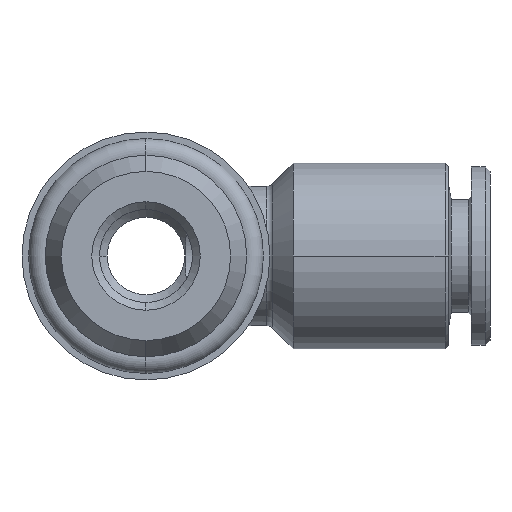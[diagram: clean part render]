
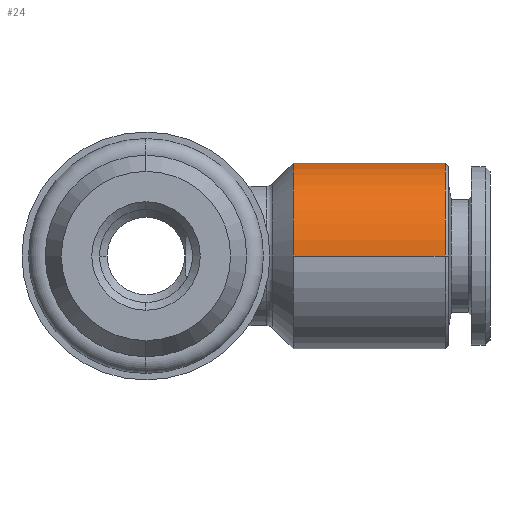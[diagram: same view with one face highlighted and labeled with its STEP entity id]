
A CAD part, front view. The second image highlights one B-rep face of the part: STEP entity #24.
In plain terms, the highlighted cylindrical face has radius 6 mm (diameter 12 mm), a partial arc.
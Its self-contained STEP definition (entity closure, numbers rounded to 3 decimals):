
#14 = VERTEX_POINT ( 'NONE', #1406 ) ;
#18 = ORIENTED_EDGE ( 'NONE', *, *, #23, .F. ) ;
#19 = ORIENTED_EDGE ( 'NONE', *, *, #4574, .F. ) ;
#21 = EDGE_CURVE ( 'NONE', #1281, #14, #1300, .T. ) ;
#22 = ORIENTED_EDGE ( 'NONE', *, *, #21, .F. ) ;
#23 = EDGE_CURVE ( 'NONE', #14, #4578, #1397, .T. ) ;
#24 = ADVANCED_FACE ( 'NONE', ( #1398 ), #1391, .T. ) ;
#25 = EDGE_LOOP ( 'NONE', ( #27, #26, #19, #18, #22 ) ) ;
#26 = ORIENTED_EDGE ( 'NONE', *, *, #28, .T. ) ;
#27 = ORIENTED_EDGE ( 'NONE', *, *, #1283, .T. ) ;
#28 = EDGE_CURVE ( 'NONE', #1356, #4582, #1330, .T. ) ;
#1152 = CARTESIAN_POINT ( 'NONE',  ( 9.5, 0., 6. ) ) ;
#1158 = DIRECTION ( 'NONE',  ( 0., 0., -1. ) ) ;
#1180 = CARTESIAN_POINT ( 'NONE',  ( 9.5, 6., 0. ) ) ;
#1199 = DIRECTION ( 'NONE',  ( -1., 0., 0. ) ) ;
#1200 = CARTESIAN_POINT ( 'NONE',  ( 9.5, 0., 0. ) ) ;
#1201 = AXIS2_PLACEMENT_3D ( 'NONE', #1200, #1199, #1158 ) ;
#1202 = CIRCLE ( 'NONE', #1201, 6. ) ;
#1281 = VERTEX_POINT ( 'NONE', #3909 ) ;
#1283 = EDGE_CURVE ( 'NONE', #1281, #1356, #3921, .T. ) ;
#1297 = DIRECTION ( 'NONE',  ( -1., 0., 0. ) ) ;
#1298 = VECTOR ( 'NONE', #1297, 1000. ) ;
#1299 = CARTESIAN_POINT ( 'NONE',  ( 0., -6., 0. ) ) ;
#1300 = LINE ( 'NONE', #1299, #1298 ) ;
#1327 = DIRECTION ( 'NONE',  ( -1., 0., 0. ) ) ;
#1328 = VECTOR ( 'NONE', #1327, 1000. ) ;
#1329 = CARTESIAN_POINT ( 'NONE',  ( 0., 6., 0. ) ) ;
#1330 = LINE ( 'NONE', #1329, #1328 ) ;
#1331 = DIRECTION ( 'NONE',  ( 0., -1., 0. ) ) ;
#1332 = DIRECTION ( 'NONE',  ( -1., 0., 0. ) ) ;
#1333 = CARTESIAN_POINT ( 'NONE',  ( 0., 0., 0. ) ) ;
#1356 = VERTEX_POINT ( 'NONE', #3976 ) ;
#1391 = CYLINDRICAL_SURFACE ( 'NONE', #1392, 6. ) ;
#1392 = AXIS2_PLACEMENT_3D ( 'NONE', #1333, #1332, #1331 ) ;
#1393 = DIRECTION ( 'NONE',  ( 0., 0., -1. ) ) ;
#1394 = DIRECTION ( 'NONE',  ( -1., 0., 0. ) ) ;
#1395 = CARTESIAN_POINT ( 'NONE',  ( 9.5, 0., 0. ) ) ;
#1396 = AXIS2_PLACEMENT_3D ( 'NONE', #1395, #1394, #1393 ) ;
#1397 = CIRCLE ( 'NONE', #1396, 6. ) ;
#1398 = FACE_OUTER_BOUND ( 'NONE', #25, .T. ) ;
#1406 = CARTESIAN_POINT ( 'NONE',  ( 9.5, -6., 0. ) ) ;
#3884 = DIRECTION ( 'NONE',  ( 0., -1., 0. ) ) ;
#3909 = CARTESIAN_POINT ( 'NONE',  ( 19.3, -6., 0. ) ) ;
#3918 = DIRECTION ( 'NONE',  ( -1., 0., 0. ) ) ;
#3919 = CARTESIAN_POINT ( 'NONE',  ( 19.3, 0., 0. ) ) ;
#3920 = AXIS2_PLACEMENT_3D ( 'NONE', #3919, #3918, #3884 ) ;
#3921 = CIRCLE ( 'NONE', #3920, 6. ) ;
#3976 = CARTESIAN_POINT ( 'NONE',  ( 19.3, 6., 0. ) ) ;
#4574 = EDGE_CURVE ( 'NONE', #4578, #4582, #1202, .T. ) ;
#4578 = VERTEX_POINT ( 'NONE', #1152 ) ;
#4582 = VERTEX_POINT ( 'NONE', #1180 ) ;
